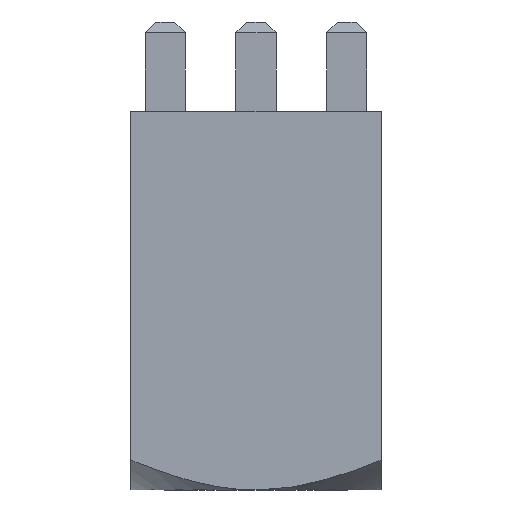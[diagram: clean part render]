
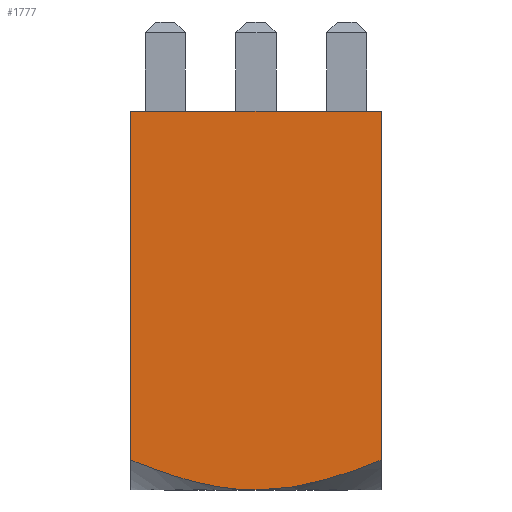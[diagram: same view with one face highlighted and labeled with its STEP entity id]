
A CAD part, left-side view. The second image highlights one B-rep face of the part: STEP entity #1777.
In plain terms, the highlighted planar face has unit normal (-1, 0, 0).
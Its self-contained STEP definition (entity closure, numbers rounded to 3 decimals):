
#25 = CARTESIAN_POINT ( 'NONE',  ( -3.5, 3.5, 10.6 ) ) ;
#40 = CARTESIAN_POINT ( 'NONE',  ( -3.5, -3.5, 10.6 ) ) ;
#46 = DIRECTION ( 'NONE',  ( 0., -1., 0. ) ) ;
#47 = CARTESIAN_POINT ( 'NONE',  ( -3.5, -3.5, 10.6 ) ) ;
#58 = LINE ( 'NONE', #47, #1534 ) ;
#82 = CARTESIAN_POINT ( 'NONE',  ( -3.5, 3.5, 0.837 ) ) ;
#83 = CARTESIAN_POINT ( 'NONE',  ( -3.5, 2.941, 0.609 ) ) ;
#84 = CARTESIAN_POINT ( 'NONE',  ( -3.5, 2.366, 0.4 ) ) ;
#85 = CARTESIAN_POINT ( 'NONE',  ( -3.5, 1.2, 0.094 ) ) ;
#91 = CARTESIAN_POINT ( 'NONE',  ( -3.5, 0., 0. ) ) ;
#94 = CARTESIAN_POINT ( 'NONE',  ( -3.5, 0.608, 0. ) ) ;
#144 = EDGE_CURVE ( 'NONE', #268, #829, #185, .T. ) ;
#146 = EDGE_CURVE ( 'NONE', #829, #878, #2546, .T. ) ;
#183 = DIRECTION ( 'NONE',  ( 0., 0., -1. ) ) ;
#184 = CARTESIAN_POINT ( 'NONE',  ( -3.5, -3.5, 10.6 ) ) ;
#185 = LINE ( 'NONE', #184, #1378 ) ;
#215 = EDGE_CURVE ( 'NONE', #878, #2061, #2551, .T. ) ;
#228 = EDGE_CURVE ( 'NONE', #284, #268, #58, .T. ) ;
#268 = VERTEX_POINT ( 'NONE', #40 ) ;
#284 = VERTEX_POINT ( 'NONE', #25 ) ;
#681 = ORIENTED_EDGE ( 'NONE', *, *, #215, .F. ) ;
#682 = ORIENTED_EDGE ( 'NONE', *, *, #146, .F. ) ;
#692 = EDGE_LOOP ( 'NONE', ( #682, #789, #2085, #2086, #681 ) ) ;
#789 = ORIENTED_EDGE ( 'NONE', *, *, #144, .F. ) ;
#829 = VERTEX_POINT ( 'NONE', #1446 ) ;
#864 = CARTESIAN_POINT ( 'NONE',  ( -3.5, 3.5, 0.837 ) ) ;
#878 = VERTEX_POINT ( 'NONE', #1460 ) ;
#1019 = EDGE_CURVE ( 'NONE', #284, #2061, #1109, .T. ) ;
#1079 = CARTESIAN_POINT ( 'NONE',  ( -3.5, -3.5, 0.837 ) ) ;
#1081 = CARTESIAN_POINT ( 'NONE',  ( -3.5, 0., 0. ) ) ;
#1082 = CARTESIAN_POINT ( 'NONE',  ( -3.5, -0.301, 0. ) ) ;
#1083 = CARTESIAN_POINT ( 'NONE',  ( -3.5, -0.607, 0.023 ) ) ;
#1085 = CARTESIAN_POINT ( 'NONE',  ( -3.5, -1.203, 0.11 ) ) ;
#1086 = CARTESIAN_POINT ( 'NONE',  ( -3.5, -1.497, 0.172 ) ) ;
#1087 = CARTESIAN_POINT ( 'NONE',  ( -3.5, -2.37, 0.401 ) ) ;
#1088 = CARTESIAN_POINT ( 'NONE',  ( -3.5, -2.941, 0.609 ) ) ;
#1109 = LINE ( 'NONE', #1111, #1572 ) ;
#1111 = CARTESIAN_POINT ( 'NONE',  ( -3.5, 3.5, 10.6 ) ) ;
#1112 = DIRECTION ( 'NONE',  ( 0., 0., -1. ) ) ;
#1378 = VECTOR ( 'NONE', #183, 1000. ) ;
#1446 = CARTESIAN_POINT ( 'NONE',  ( -3.5, -3.5, 0.837 ) ) ;
#1460 = CARTESIAN_POINT ( 'NONE',  ( -3.5, 0., 0. ) ) ;
#1534 = VECTOR ( 'NONE', #46, 1000. ) ;
#1572 = VECTOR ( 'NONE', #1112, 1000. ) ;
#1777 = ADVANCED_FACE ( 'NONE', ( #2431 ), #2432, .F. ) ;
#2061 = VERTEX_POINT ( 'NONE', #864 ) ;
#2085 = ORIENTED_EDGE ( 'NONE', *, *, #228, .F. ) ;
#2086 = ORIENTED_EDGE ( 'NONE', *, *, #1019, .T. ) ;
#2140 = AXIS2_PLACEMENT_3D ( 'NONE', #2423, #2434, #2435 ) ;
#2423 = CARTESIAN_POINT ( 'NONE',  ( -3.5, -3.5, 10.6 ) ) ;
#2431 = FACE_OUTER_BOUND ( 'NONE', #692, .T. ) ;
#2432 = PLANE ( 'NONE',  #2140 ) ;
#2434 = DIRECTION ( 'NONE',  ( 1., 0., 0. ) ) ;
#2435 = DIRECTION ( 'NONE',  ( 0., 0., -1. ) ) ;
#2546 = B_SPLINE_CURVE_WITH_KNOTS ( 'NONE', 3,
 ( #1079, #1088, #1087, #1086, #1085, #1083, #1082, #1081 ),
 .UNSPECIFIED., .F., .F.,
 ( 4, 2, 2, 4 ),
 ( 0.004, 0.006, 0.007, 0.007 ),
 .UNSPECIFIED. ) ;
#2551 = B_SPLINE_CURVE_WITH_KNOTS ( 'NONE', 3,
 ( #91, #94, #85, #84, #83, #82 ),
 .UNSPECIFIED., .F., .F.,
 ( 4, 2, 4 ),
 ( 0.007, 0.009, 0.011 ),
 .UNSPECIFIED. ) ;
